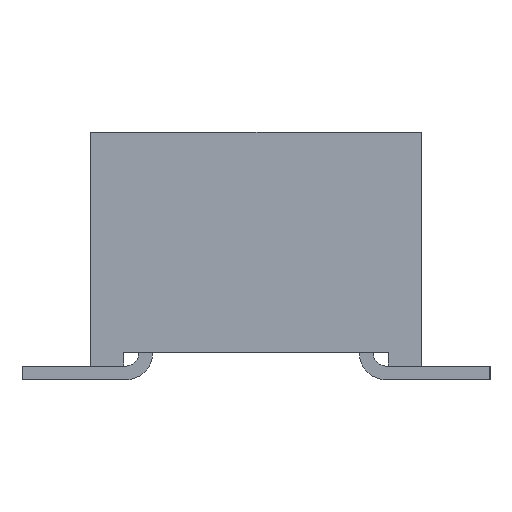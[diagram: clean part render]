
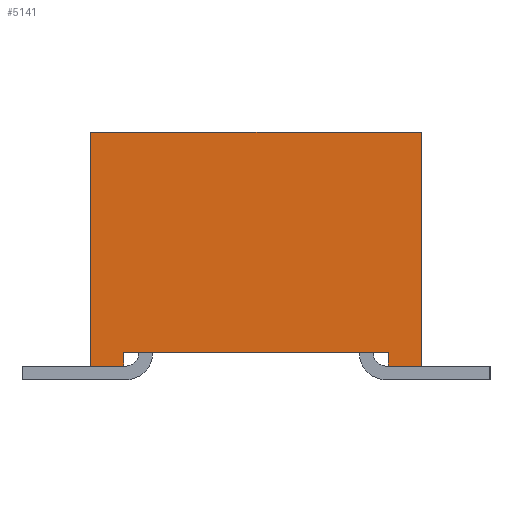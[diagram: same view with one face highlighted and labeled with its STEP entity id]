
A CAD part, left-side view. The second image highlights one B-rep face of the part: STEP entity #5141.
In plain terms, the highlighted planar face has unit normal (-1, 0, 0).
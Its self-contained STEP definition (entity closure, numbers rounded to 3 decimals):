
#5141 = ADVANCED_FACE('',(#5142),#5208,.F.);
#5142 = FACE_BOUND('',#5143,.T.);
#5143 = EDGE_LOOP('',(#5144,#5154,#5162,#5170,#5178,#5186,#5194,#5202));
#5144 = ORIENTED_EDGE('',*,*,#5145,.T.);
#5145 = EDGE_CURVE('',#5146,#5148,#5150,.T.);
#5146 = VERTEX_POINT('',#5147);
#5147 = CARTESIAN_POINT('',(-12.281,-1.219,0.277));
#5148 = VERTEX_POINT('',#5149);
#5149 = CARTESIAN_POINT('',(-12.281,-1.219,0.15));
#5150 = LINE('',#5151,#5152);
#5151 = CARTESIAN_POINT('',(-12.281,-1.219,0.277));
#5152 = VECTOR('',#5153,1.);
#5153 = DIRECTION('',(0.,0.,-1.));
#5154 = ORIENTED_EDGE('',*,*,#5155,.T.);
#5155 = EDGE_CURVE('',#5148,#5156,#5158,.T.);
#5156 = VERTEX_POINT('',#5157);
#5157 = CARTESIAN_POINT('',(-12.281,-1.524,0.15));
#5158 = LINE('',#5159,#5160);
#5159 = CARTESIAN_POINT('',(-12.281,1.524,0.15));
#5160 = VECTOR('',#5161,1.);
#5161 = DIRECTION('',(0.,-1.,0.));
#5162 = ORIENTED_EDGE('',*,*,#5163,.F.);
#5163 = EDGE_CURVE('',#5164,#5156,#5166,.T.);
#5164 = VERTEX_POINT('',#5165);
#5165 = CARTESIAN_POINT('',(-12.281,-1.524,2.309));
#5166 = LINE('',#5167,#5168);
#5167 = CARTESIAN_POINT('',(-12.281,-1.524,2.309));
#5168 = VECTOR('',#5169,1.);
#5169 = DIRECTION('',(0.,0.,-1.));
#5170 = ORIENTED_EDGE('',*,*,#5171,.F.);
#5171 = EDGE_CURVE('',#5172,#5164,#5174,.T.);
#5172 = VERTEX_POINT('',#5173);
#5173 = CARTESIAN_POINT('',(-12.281,1.524,2.309));
#5174 = LINE('',#5175,#5176);
#5175 = CARTESIAN_POINT('',(-12.281,1.524,2.309));
#5176 = VECTOR('',#5177,1.);
#5177 = DIRECTION('',(0.,-1.,0.));
#5178 = ORIENTED_EDGE('',*,*,#5179,.T.);
#5179 = EDGE_CURVE('',#5172,#5180,#5182,.T.);
#5180 = VERTEX_POINT('',#5181);
#5181 = CARTESIAN_POINT('',(-12.281,1.524,0.15));
#5182 = LINE('',#5183,#5184);
#5183 = CARTESIAN_POINT('',(-12.281,1.524,2.309));
#5184 = VECTOR('',#5185,1.);
#5185 = DIRECTION('',(0.,0.,-1.));
#5186 = ORIENTED_EDGE('',*,*,#5187,.T.);
#5187 = EDGE_CURVE('',#5180,#5188,#5190,.T.);
#5188 = VERTEX_POINT('',#5189);
#5189 = CARTESIAN_POINT('',(-12.281,1.219,0.15));
#5190 = LINE('',#5191,#5192);
#5191 = CARTESIAN_POINT('',(-12.281,1.524,0.15));
#5192 = VECTOR('',#5193,1.);
#5193 = DIRECTION('',(0.,-1.,0.));
#5194 = ORIENTED_EDGE('',*,*,#5195,.T.);
#5195 = EDGE_CURVE('',#5188,#5196,#5198,.T.);
#5196 = VERTEX_POINT('',#5197);
#5197 = CARTESIAN_POINT('',(-12.281,1.219,0.277));
#5198 = LINE('',#5199,#5200);
#5199 = CARTESIAN_POINT('',(-12.281,1.219,0.023));
#5200 = VECTOR('',#5201,1.);
#5201 = DIRECTION('',(0.,0.,1.));
#5202 = ORIENTED_EDGE('',*,*,#5203,.T.);
#5203 = EDGE_CURVE('',#5196,#5146,#5204,.T.);
#5204 = LINE('',#5205,#5206);
#5205 = CARTESIAN_POINT('',(-12.281,1.219,0.277));
#5206 = VECTOR('',#5207,1.);
#5207 = DIRECTION('',(0.,-1.,0.));
#5208 = PLANE('',#5209);
#5209 = AXIS2_PLACEMENT_3D('',#5210,#5211,#5212);
#5210 = CARTESIAN_POINT('',(-12.281,1.524,2.309));
#5211 = DIRECTION('',(1.,0.,0.));
#5212 = DIRECTION('',(0.,1.,0.));
